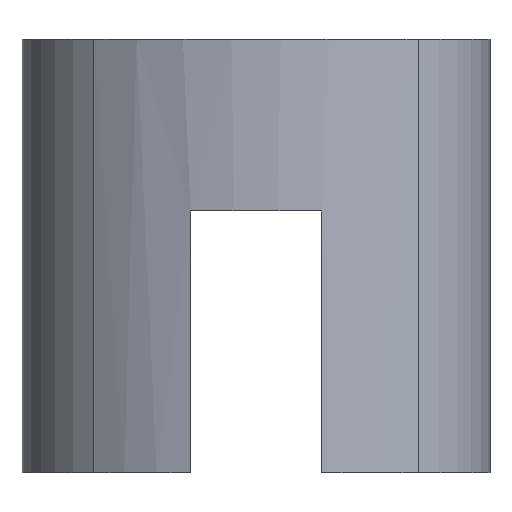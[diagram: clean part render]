
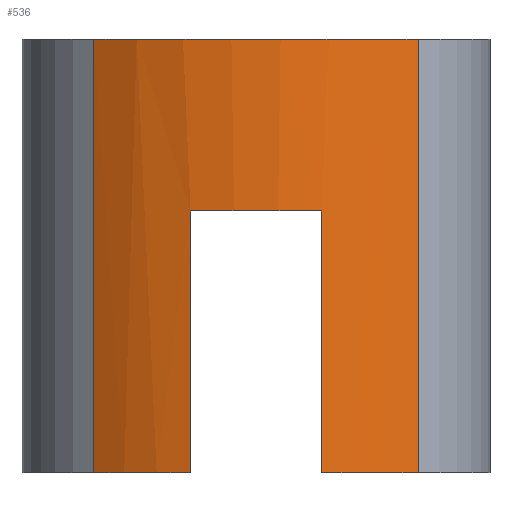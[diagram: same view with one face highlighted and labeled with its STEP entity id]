
A CAD part, left-side view. The second image highlights one B-rep face of the part: STEP entity #536.
In plain terms, the highlighted cylindrical face has radius 8.829 mm (diameter 17.659 mm), a partial arc.
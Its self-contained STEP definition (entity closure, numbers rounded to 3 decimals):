
#52=FACE_OUTER_BOUND('',#80,.T.);
#80=EDGE_LOOP('',(#428,#429,#430,#431,#432,#433,#434,#435));
#122=LINE('',#847,#180);
#129=LINE('',#869,#187);
#134=LINE('',#886,#192);
#135=LINE('',#889,#193);
#180=VECTOR('',#676,10.);
#187=VECTOR('',#697,10.);
#192=VECTOR('',#712,10.);
#193=VECTOR('',#715,10.);
#217=CIRCLE('',#578,8.829);
#223=CIRCLE('',#586,8.829);
#225=CIRCLE('',#591,8.829);
#228=CIRCLE('',#595,8.829);
#251=VERTEX_POINT('',#829);
#252=VERTEX_POINT('',#831);
#258=VERTEX_POINT('',#845);
#264=VERTEX_POINT('',#859);
#265=VERTEX_POINT('',#865);
#267=VERTEX_POINT('',#871);
#273=VERTEX_POINT('',#885);
#274=VERTEX_POINT('',#887);
#308=EDGE_CURVE('',#251,#252,#217,.T.);
#316=EDGE_CURVE('',#258,#251,#122,.T.);
#323=EDGE_CURVE('',#264,#258,#223,.T.);
#327=EDGE_CURVE('',#252,#265,#129,.T.);
#328=EDGE_CURVE('',#265,#267,#225,.T.);
#335=EDGE_CURVE('',#273,#264,#134,.T.);
#336=EDGE_CURVE('',#274,#273,#228,.T.);
#337=EDGE_CURVE('',#274,#267,#135,.T.);
#428=ORIENTED_EDGE('',*,*,#316,.F.);
#429=ORIENTED_EDGE('',*,*,#323,.F.);
#430=ORIENTED_EDGE('',*,*,#335,.F.);
#431=ORIENTED_EDGE('',*,*,#336,.F.);
#432=ORIENTED_EDGE('',*,*,#337,.T.);
#433=ORIENTED_EDGE('',*,*,#328,.F.);
#434=ORIENTED_EDGE('',*,*,#327,.F.);
#435=ORIENTED_EDGE('',*,*,#308,.F.);
#520=CYLINDRICAL_SURFACE('',#594,8.829);
#536=ADVANCED_FACE('',(#52),#520,.T.);
#578=AXIS2_PLACEMENT_3D('',#832,#662,#663);
#586=AXIS2_PLACEMENT_3D('',#861,#687,#688);
#591=AXIS2_PLACEMENT_3D('',#872,#700,#701);
#594=AXIS2_PLACEMENT_3D('',#884,#710,#711);
#595=AXIS2_PLACEMENT_3D('',#888,#713,#714);
#662=DIRECTION('center_axis',(0.,0.,1.));
#663=DIRECTION('ref_axis',(-1.,0.,0.));
#676=DIRECTION('',(0.,0.,1.));
#687=DIRECTION('center_axis',(0.,0.,-1.));
#688=DIRECTION('ref_axis',(-1.,0.,0.));
#697=DIRECTION('',(0.,0.,-1.));
#700=DIRECTION('center_axis',(0.,0.,-1.));
#701=DIRECTION('ref_axis',(-1.,0.,0.));
#710=DIRECTION('center_axis',(0.,0.,-1.));
#711=DIRECTION('ref_axis',(-1.,0.,0.));
#712=DIRECTION('',(0.,0.,-1.));
#713=DIRECTION('center_axis',(0.,0.,-1.));
#714=DIRECTION('ref_axis',(-1.,0.,0.));
#715=DIRECTION('',(0.,0.,-1.));
#829=CARTESIAN_POINT('',(-7.307,4.957,49.45));
#831=CARTESIAN_POINT('',(-7.307,-4.957,49.45));
#832=CARTESIAN_POINT('Origin',(0.,0.,49.45));
#845=CARTESIAN_POINT('',(-7.307,4.957,36.2));
#847=CARTESIAN_POINT('',(-7.307,4.957,49.45));
#859=CARTESIAN_POINT('',(-8.6,2.,36.2));
#861=CARTESIAN_POINT('Origin',(0.,0.,36.2));
#865=CARTESIAN_POINT('',(-7.307,-4.957,36.2));
#869=CARTESIAN_POINT('',(-7.307,-4.957,49.45));
#871=CARTESIAN_POINT('',(-8.6,-2.,36.2));
#872=CARTESIAN_POINT('Origin',(0.,0.,36.2));
#884=CARTESIAN_POINT('Origin',(0.,0.,49.45));
#885=CARTESIAN_POINT('',(-8.6,2.,44.2));
#886=CARTESIAN_POINT('',(-8.6,2.,44.2));
#887=CARTESIAN_POINT('',(-8.6,-2.,44.2));
#888=CARTESIAN_POINT('Origin',(0.,0.,44.2));
#889=CARTESIAN_POINT('',(-8.6,-2.,44.2));
